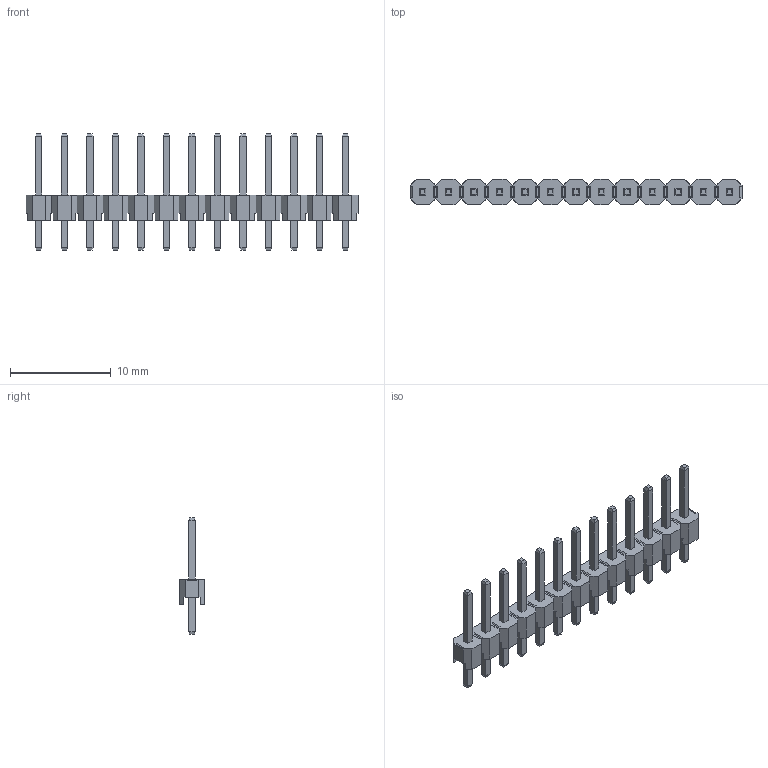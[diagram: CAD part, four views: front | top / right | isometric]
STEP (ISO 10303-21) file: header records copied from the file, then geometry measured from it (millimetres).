
FILE_DESCRIPTION(('STEP AP214'), '1');
FILE_NAME('PLS', '', ('UNSPECIFIED'), ('UNSPECIFIED'), 'ASCON STEP Converter 1.6', 'ASCON Math Kernel', '');
FILE_SCHEMA(('AUTOMOTIVE_DESIGN { 1 0 10303 214 3 1 1}'));
Length unit declared in the file: millimetre
Bounding box: 33.02 x 2.54 x 11.6 mm (x, y, z)
Volume: 199.7 mm3; surface area: 704.2 mm2
Topology: 1 solids, 1 shells, 436 faces, 1084 edges, 688 vertices
Faces by surface type: plane 436
Entity records: 16064 total; most frequent: CARTESIAN_POINT 2209, ORIENTED_EDGE 2168, DIRECTION 1958, EDGE_CURVE 1084, LINE 1084, VECTOR 1084, VERTEX_POINT 688, FACE_BOUND 474
